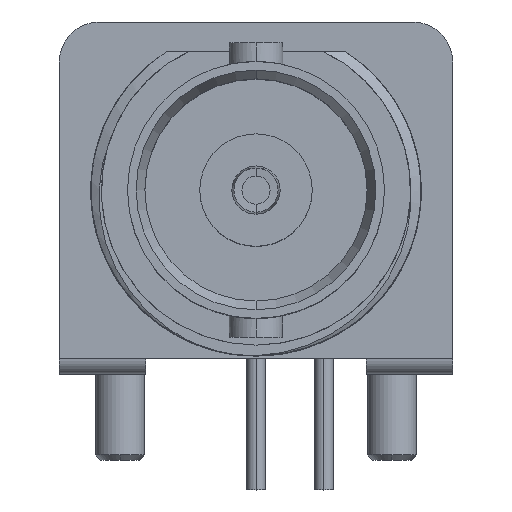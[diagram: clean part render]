
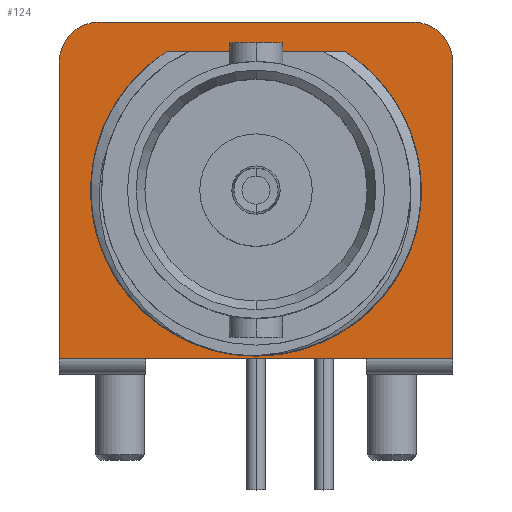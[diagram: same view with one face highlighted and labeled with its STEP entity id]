
A CAD part, top view. The second image highlights one B-rep face of the part: STEP entity #124.
In plain terms, the highlighted planar face has unit normal (0, 0, 1).
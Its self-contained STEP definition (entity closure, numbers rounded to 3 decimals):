
#124=ADVANCED_FACE('',(#385,#386),#387,.T.);
#385=FACE_OUTER_BOUND('',#9393,.T.);
#386=FACE_BOUND('',#9394,.T.);
#387=PLANE('',#9395);
#9393=EDGE_LOOP('',(#10153,#10154,#10155,#10156,#10157,#10158));
#9394=EDGE_LOOP('',(#10159,#10160,#10161,#10162,#10163,#10164));
#9395=AXIS2_PLACEMENT_3D('',#10165,#10166,#10167);
#10153=ORIENTED_EDGE('',*,*,#11185,.T.);
#10154=ORIENTED_EDGE('',*,*,#11186,.T.);
#10155=ORIENTED_EDGE('',*,*,#11187,.T.);
#10156=ORIENTED_EDGE('',*,*,#11188,.T.);
#10157=ORIENTED_EDGE('',*,*,#11189,.T.);
#10158=ORIENTED_EDGE('',*,*,#11190,.T.);
#10159=ORIENTED_EDGE('',*,*,#11175,.T.);
#10160=ORIENTED_EDGE('',*,*,#11142,.F.);
#10161=ORIENTED_EDGE('',*,*,#11184,.T.);
#10162=ORIENTED_EDGE('',*,*,#11180,.T.);
#10163=ORIENTED_EDGE('',*,*,#11049,.T.);
#10164=ORIENTED_EDGE('',*,*,#11182,.T.);
#10165=CARTESIAN_POINT('',(0.0,0.0,-21.1));
#10166=DIRECTION('',(0.0,0.0,1.0));
#10167=DIRECTION('',(1.0,0.0,0.0));
#11049=EDGE_CURVE('',#11598,#11596,#11599,.T.);
#11142=EDGE_CURVE('',#11753,#11755,#11756,.T.);
#11175=EDGE_CURVE('',#11795,#11755,#11796,.T.);
#11180=EDGE_CURVE('',#11801,#11598,#11802,.T.);
#11182=EDGE_CURVE('',#11596,#11795,#11804,.T.);
#11184=EDGE_CURVE('',#11753,#11801,#11806,.T.);
#11185=EDGE_CURVE('',#11807,#11808,#11809,.T.);
#11186=EDGE_CURVE('',#11808,#11810,#11811,.T.);
#11187=EDGE_CURVE('',#11810,#11812,#11813,.T.);
#11188=EDGE_CURVE('',#11812,#11814,#11815,.T.);
#11189=EDGE_CURVE('',#11814,#11816,#11817,.T.);
#11190=EDGE_CURVE('',#11816,#11807,#11818,.T.);
#11596=VERTEX_POINT('',#12795);
#11598=VERTEX_POINT('',#12798);
#11599=LINE('',#12799,#12800);
#11753=VERTEX_POINT('',#13513);
#11755=VERTEX_POINT('',#13531);
#11756=CIRCLE('',#13532,6.175);
#11795=VERTEX_POINT('',#14292);
#11796=B_SPLINE_CURVE_WITH_KNOTS('',3,(#14293,#14294,#14295,#14296,#14297,#14298,#14299,#14300,#14301,#14302,#14303,#14304,#14305,#14306,#14307,#14308),.UNSPECIFIED.,.F.,.F.,(4,1,1,1,1,1,1,1,1,1,1,1,1,4),(0.0,0.077,0.154,0.231,0.308,0.385,0.462,0.538,0.615,0.692,0.769,0.846,0.923,1.0),.UNSPECIFIED.);
#11801=VERTEX_POINT('',#14397);
#11802=B_SPLINE_CURVE_WITH_KNOTS('',3,(#14398,#14399,#14400,#14401,#14402,#14403,#14404,#14405,#14406,#14407,#14408,#14409,#14410,#14411),.UNSPECIFIED.,.F.,.F.,(4,1,1,1,1,1,1,1,1,1,1,4),(0.0,0.091,0.182,0.273,0.364,0.455,0.545,0.636,0.727,0.818,0.909,1.0),.UNSPECIFIED.);
#11804=B_SPLINE_CURVE_WITH_KNOTS('',3,(#14440,#14441,#14442,#14443,#14444,#14445),.UNSPECIFIED.,.F.,.F.,(4,1,1,4),(0.0,0.333,0.667,1.0),.UNSPECIFIED.);
#11806=B_SPLINE_CURVE_WITH_KNOTS('',3,(#14448,#14449,#14450,#14451,#14452,#14453,#14454,#14455,#14456,#14457,#14458,#14459,#14460,#14461),.UNSPECIFIED.,.F.,.F.,(4,1,1,1,1,1,1,1,1,1,1,4),(0.0,0.091,0.182,0.273,0.364,0.455,0.545,0.636,0.727,0.818,0.909,1.0),.UNSPECIFIED.);
#11807=VERTEX_POINT('',#14462);
#11808=VERTEX_POINT('',#14463);
#11809=LINE('',#14464,#14465);
#11810=VERTEX_POINT('',#14466);
#11811=LINE('',#14467,#14468);
#11812=VERTEX_POINT('',#14469);
#11813=LINE('',#14470,#14471);
#11814=VERTEX_POINT('',#14472);
#11815=CIRCLE('',#14473,1.5);
#11816=VERTEX_POINT('',#14474);
#11817=LINE('',#14475,#14476);
#11818=CIRCLE('',#14477,1.5);
#12795=CARTESIAN_POINT('',(2.491,5.21,-21.1));
#12798=CARTESIAN_POINT('',(-2.491,5.21,-21.1));
#12799=CARTESIAN_POINT('',(-2.491,5.21,-21.1));
#12800=VECTOR('',#15117,4.983);
#13513=CARTESIAN_POINT('',(3.045,-5.372,-21.1));
#13531=CARTESIAN_POINT('',(4.549,-4.175,-21.1));
#13532=AXIS2_PLACEMENT_3D('',#15150,#15151,#15152);
#14292=CARTESIAN_POINT('',(3.78,4.366,-21.1));
#14293=CARTESIAN_POINT('',(3.78,4.366,-21.1));
#14294=CARTESIAN_POINT('',(4.013,4.181,-21.1));
#14295=CARTESIAN_POINT('',(4.448,3.779,-21.1));
#14296=CARTESIAN_POINT('',(5.01,3.069,-21.1));
#14297=CARTESIAN_POINT('',(5.455,2.282,-21.1));
#14298=CARTESIAN_POINT('',(5.773,1.443,-21.1));
#14299=CARTESIAN_POINT('',(5.956,0.586,-21.1));
#14300=CARTESIAN_POINT('',(6.01,-0.206,-21.1));
#14301=CARTESIAN_POINT('',(5.971,-0.903,-21.1));
#14302=CARTESIAN_POINT('',(5.867,-1.529,-21.1));
#14303=CARTESIAN_POINT('',(5.712,-2.105,-21.1));
#14304=CARTESIAN_POINT('',(5.502,-2.66,-21.1));
#14305=CARTESIAN_POINT('',(5.237,-3.199,-21.1));
#14306=CARTESIAN_POINT('',(4.919,-3.709,-21.1));
#14307=CARTESIAN_POINT('',(4.678,-4.024,-21.1));
#14308=CARTESIAN_POINT('',(4.549,-4.175,-21.1));
#14397=CARTESIAN_POINT('',(-5.105,-2.701,-21.1));
#14398=CARTESIAN_POINT('',(-5.105,-2.701,-21.1));
#14399=CARTESIAN_POINT('',(-5.237,-2.451,-21.1));
#14400=CARTESIAN_POINT('',(-5.462,-1.937,-21.1));
#14401=CARTESIAN_POINT('',(-5.687,-1.116,-21.1));
#14402=CARTESIAN_POINT('',(-5.789,-0.274,-21.1));
#14403=CARTESIAN_POINT('',(-5.767,0.572,-21.1));
#14404=CARTESIAN_POINT('',(-5.621,1.411,-21.1));
#14405=CARTESIAN_POINT('',(-5.356,2.214,-21.1));
#14406=CARTESIAN_POINT('',(-4.976,2.972,-21.1));
#14407=CARTESIAN_POINT('',(-4.488,3.667,-21.1));
#14408=CARTESIAN_POINT('',(-3.906,4.282,-21.1));
#14409=CARTESIAN_POINT('',(-3.235,4.809,-21.1));
#14410=CARTESIAN_POINT('',(-2.747,5.088,-21.1));
#14411=CARTESIAN_POINT('',(-2.491,5.21,-21.1));
#14440=CARTESIAN_POINT('',(2.491,5.21,-21.1));
#14441=CARTESIAN_POINT('',(2.647,5.136,-21.1));
#14442=CARTESIAN_POINT('',(2.95,4.974,-21.1));
#14443=CARTESIAN_POINT('',(3.383,4.69,-21.1));
#14444=CARTESIAN_POINT('',(3.65,4.478,-21.1));
#14445=CARTESIAN_POINT('',(3.78,4.366,-21.1));
#14448=CARTESIAN_POINT('',(3.045,-5.372,-21.1));
#14449=CARTESIAN_POINT('',(2.78,-5.508,-21.1));
#14450=CARTESIAN_POINT('',(2.237,-5.74,-21.1));
#14451=CARTESIAN_POINT('',(1.378,-5.967,-21.1));
#14452=CARTESIAN_POINT('',(0.496,-6.067,-21.1));
#14453=CARTESIAN_POINT('',(-0.378,-6.04,-21.1));
#14454=CARTESIAN_POINT('',(-1.246,-5.885,-21.1));
#14455=CARTESIAN_POINT('',(-2.071,-5.608,-21.1));
#14456=CARTESIAN_POINT('',(-2.845,-5.217,-21.1));
#14457=CARTESIAN_POINT('',(-3.554,-4.716,-21.1));
#14458=CARTESIAN_POINT('',(-4.173,-4.127,-21.1));
#14459=CARTESIAN_POINT('',(-4.704,-3.448,-21.1));
#14460=CARTESIAN_POINT('',(-4.983,-2.957,-21.1));
#14461=CARTESIAN_POINT('',(-5.105,-2.701,-21.1));
#14462=CARTESIAN_POINT('',(-7.35,4.81,-21.1));
#14463=CARTESIAN_POINT('',(-7.35,-6.25,-21.1));
#14464=CARTESIAN_POINT('',(-7.35,4.81,-21.1));
#14465=VECTOR('',#15162,11.06);
#14466=CARTESIAN_POINT('',(7.35,-6.25,-21.1));
#14467=CARTESIAN_POINT('',(-7.35,-6.25,-21.1));
#14468=VECTOR('',#15163,14.7);
#14469=CARTESIAN_POINT('',(7.35,4.81,-21.1));
#14470=CARTESIAN_POINT('',(7.35,-6.25,-21.1));
#14471=VECTOR('',#15164,11.06);
#14472=CARTESIAN_POINT('',(5.85,6.31,-21.1));
#14473=AXIS2_PLACEMENT_3D('',#15165,#15166,#15167);
#14474=CARTESIAN_POINT('',(-5.85,6.31,-21.1));
#14475=CARTESIAN_POINT('',(5.85,6.31,-21.1));
#14476=VECTOR('',#15168,11.7);
#14477=AXIS2_PLACEMENT_3D('',#15169,#15170,#15171);
#15117=DIRECTION('',(1.0,0.0,0.0));
#15150=CARTESIAN_POINT('',(0.0,0.0,-21.1));
#15151=DIRECTION('',(0.0,0.0,1.0));
#15152=DIRECTION('',(0.493,-0.87,0.0));
#15162=DIRECTION('',(0.0,-1.0,0.0));
#15163=DIRECTION('',(1.0,0.0,0.0));
#15164=DIRECTION('',(0.0,1.0,0.0));
#15165=CARTESIAN_POINT('',(5.85,4.81,-21.1));
#15166=DIRECTION('',(0.0,0.0,1.0));
#15167=DIRECTION('',(1.0,0.0,0.0));
#15168=DIRECTION('',(-1.0,0.0,0.0));
#15169=CARTESIAN_POINT('',(-5.85,4.81,-21.1));
#15170=DIRECTION('',(0.0,0.0,1.0));
#15171=DIRECTION('',(0.0,1.0,0.0));
